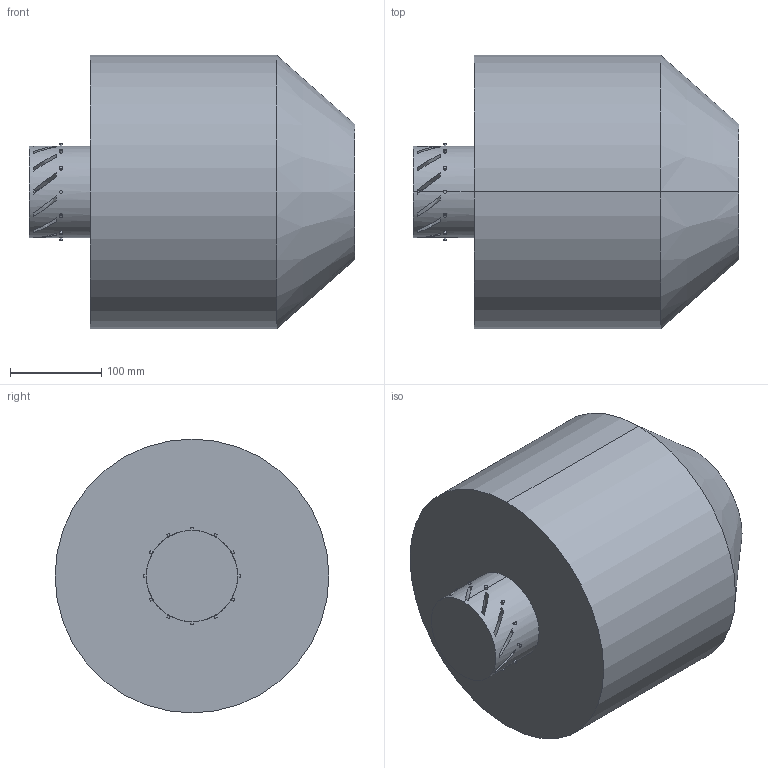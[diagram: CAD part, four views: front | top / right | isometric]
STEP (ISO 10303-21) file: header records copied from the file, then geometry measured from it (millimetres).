
FILE_DESCRIPTION (( 'STEP AP203' ), '1' );
FILE_NAME ('Bhavik _Updated_1.STEP', '2024-04-28T05:10:01', ( '' ), ( '' ), 'SwSTEP 2.0', 'SolidWorks 2020', '' );
FILE_SCHEMA (( 'CONFIG_CONTROL_DESIGN' ));
Length unit declared in the file: millimetre
Products named in the file (1): Bhavik _Updated_1
Bounding box: 356.98 x 300 x 300 mm (x, y, z)
Volume: 18448484.6 mm3; surface area: 401780.1 mm2
Topology: 13 solids, 13 shells, 117 faces, 238 edges, 158 vertices
Faces by surface type: plane 51, bspline 36, cylinder 28, cone 2
Entity records: 3587 total; most frequent: CARTESIAN_POINT 1128, ORIENTED_EDGE 476, DIRECTION 460, EDGE_CURVE 238, AXIS2_PLACEMENT_3D 166, VERTEX_POINT 158, EDGE_LOOP 128, VECTOR 128
